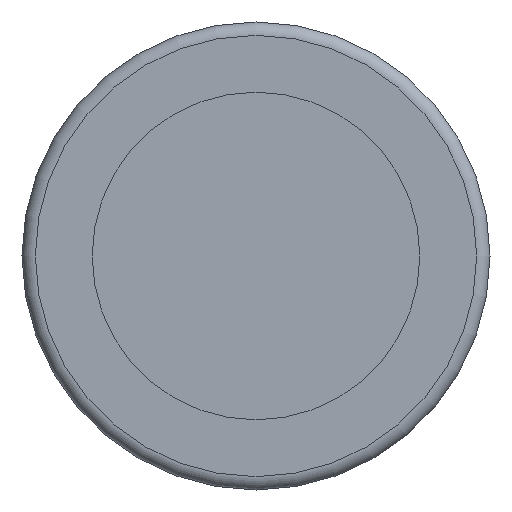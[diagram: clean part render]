
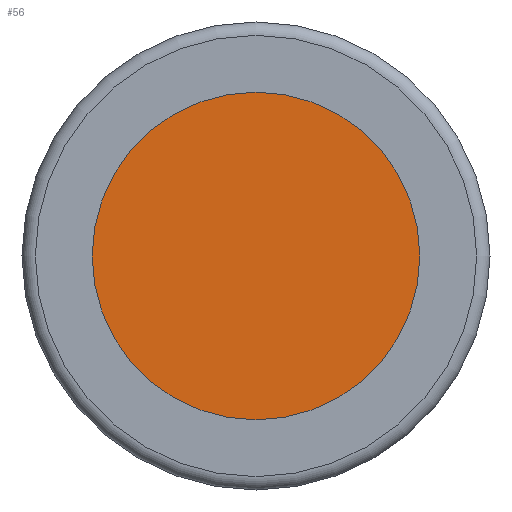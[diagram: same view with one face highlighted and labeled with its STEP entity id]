
A CAD part, front view. The second image highlights one B-rep face of the part: STEP entity #56.
In plain terms, the highlighted planar face has unit normal (0, -1, 0).
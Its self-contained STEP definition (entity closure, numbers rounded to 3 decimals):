
#56 = ADVANCED_FACE( '', ( #117 ), #118, .F. );
#117 = FACE_OUTER_BOUND( '', #178, .T. );
#118 = PLANE( '', #179 );
#178 = EDGE_LOOP( '', ( #251 ) );
#179 = AXIS2_PLACEMENT_3D( '', #252, #253, #254 );
#251 = ORIENTED_EDGE( '', *, *, #300, .T. );
#252 = CARTESIAN_POINT( '', ( -3.5, 0.6, 0. ) );
#253 = DIRECTION( '', ( 0., 1., 0. ) );
#254 = DIRECTION( '', ( 0., 0., 1. ) );
#300 = EDGE_CURVE( '', #338, #338, #339, .T. );
#338 = VERTEX_POINT( '', #376 );
#339 = CIRCLE( '', #377, 3.5 );
#376 = CARTESIAN_POINT( '', ( 0., 0.6, -3.5 ) );
#377 = AXIS2_PLACEMENT_3D( '', #415, #416, #417 );
#415 = CARTESIAN_POINT( '', ( 0., 0.6, 0. ) );
#416 = DIRECTION( '', ( 0., -1., 0. ) );
#417 = DIRECTION( '', ( 0., 0., -1. ) );
